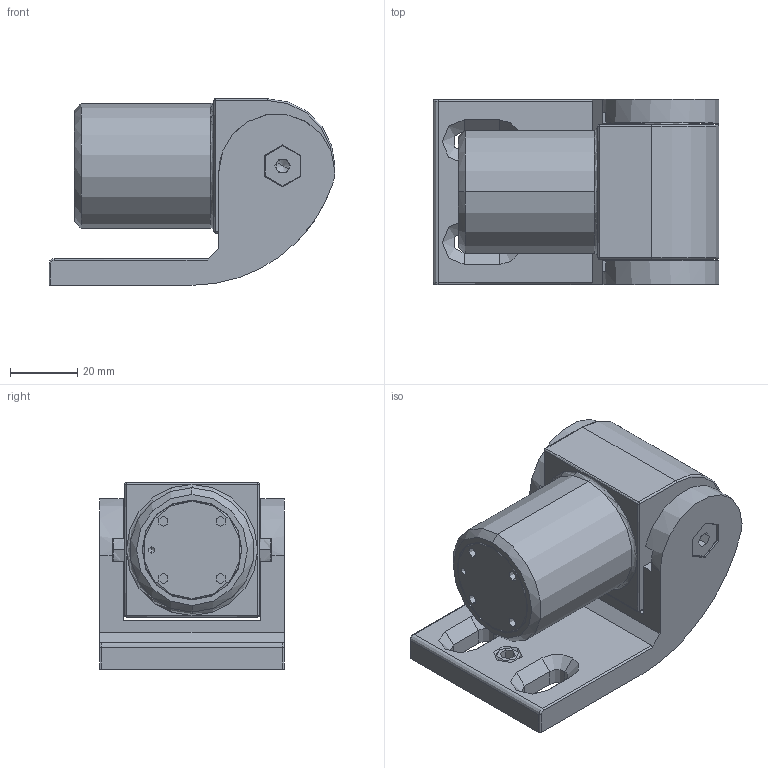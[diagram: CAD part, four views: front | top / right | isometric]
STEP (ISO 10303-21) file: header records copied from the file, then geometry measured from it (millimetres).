
FILE_DESCRIPTION (( 'STEP AP203' ), '1' );
FILE_NAME ('180-57SF-AT90-S.STEP', '2021-04-06T14:22:29', ( '' ), ( '' ), 'SwSTEP 2.0', 'SolidWorks 2018', '' );
FILE_SCHEMA (( 'CONFIG_CONTROL_DESIGN' ));
Length unit declared in the file: millimetre
Products named in the file (11): 180-57SF-AT90-S; DIN914_DIN 914 M8x8; Teil1_180-57SF-AT90-S Teil1; DIN-7991 M3-M10_DIN7991 M6x14; DIN914; DIN-7991 M3-M10; Teil1; Teil2; Teil2_180-57SF-AT90-S Teil2
Assembly tree (8 placements, depth 2):
  180-57SF-AT90-S
    Teil1_180-57SF-AT90-S Teil1
    Teil2_180-57SF-AT90-S Teil2
    DIN-7991 M3-M10_DIN7991 M6x14  x2
    DIN914_DIN 914 M8x8
  180-57SF-AT90-S
    DIN914
    DIN-7991 M3-M10
    DIN-7991 M3-M10
  Teil1
  Teil2
Bounding box: 85 x 55 x 55.5 mm (x, y, z)
Volume: 140889.3 mm3; surface area: 31745.4 mm2
Topology: 6 solids, 6 shells, 604 faces, 1500 edges, 955 vertices
Faces by surface type: plane 284, bspline 152, cylinder 92, cone 50, torus 22, sphere 4
Entity records: 26903 total; most frequent: CARTESIAN_POINT 12874, ORIENTED_EDGE 2866, DIRECTION 2271, EDGE_CURVE 1433, VERTEX_POINT 920, LINE 859, VECTOR 859, AXIS2_PLACEMENT_3D 706
